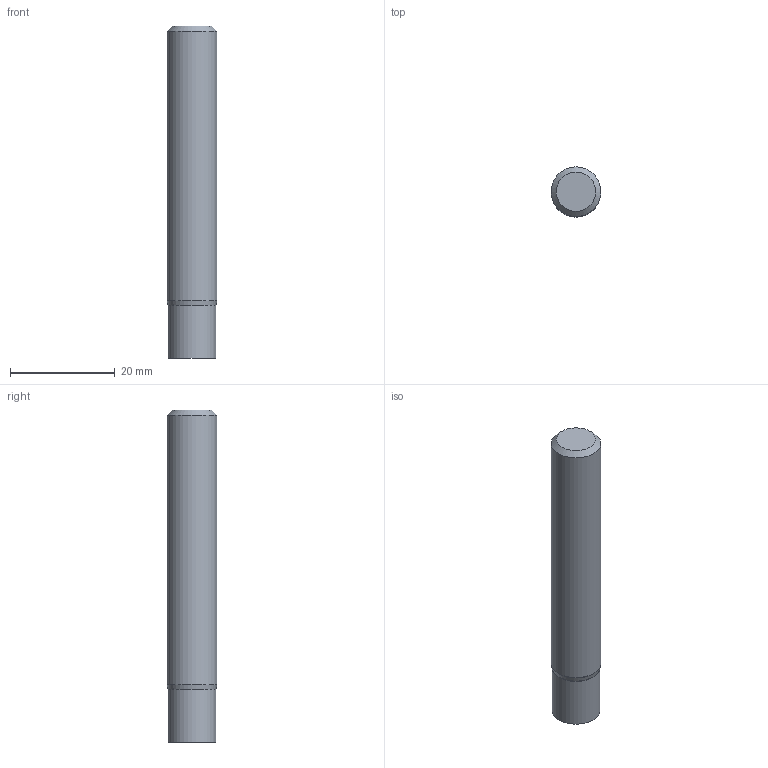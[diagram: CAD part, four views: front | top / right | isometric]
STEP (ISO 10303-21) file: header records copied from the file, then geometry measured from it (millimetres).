
FILE_DESCRIPTION(/* description */ (''),/* implementation_level */ '2;1');
FILE_NAME(/* name */ 'XE10.375E2-2.50-00.0S_Basic.stp',/* time_stamp */ '2022-07-29T16:34:58+05:00',/* author */ (''),/* organization */ (''),/* preprocessor_version */ 'ST-DEVELOPER v16.7',/* originating_system */ 'SIEMENS PLM Software NX 12.0',/* authorisation */ '');
FILE_SCHEMA (('AUTOMOTIVE_DESIGN { 1 0 10303 214 3 1 1 1 }'));
Length unit declared in the file: millimetre
Products named in the file (1): inco4FC439F6rx38
Bounding box: 9.52 x 9.52 x 63.5 mm (x, y, z)
Volume: 4075.5 mm3; surface area: 2264.2 mm2
Topology: 1 solids, 1 shells, 28 faces, 66 edges, 43 vertices
Faces by surface type: cone 9, torus 6, bspline 6, cylinder 4, plane 3
Full cylindrical faces by diameter (mm): 4.45 x1, 7.296 x1, 9.15 x1, 9.521 x1
Entity records: 4198 total; most frequent: CARTESIAN_POINT 3631, ORIENTED_EDGE 92, DIRECTION 92, EDGE_CURVE 46, AXIS2_PLACEMENT_3D 46, EDGE_LOOP 44, VERTEX_POINT 37, FACE_BOUND 34
